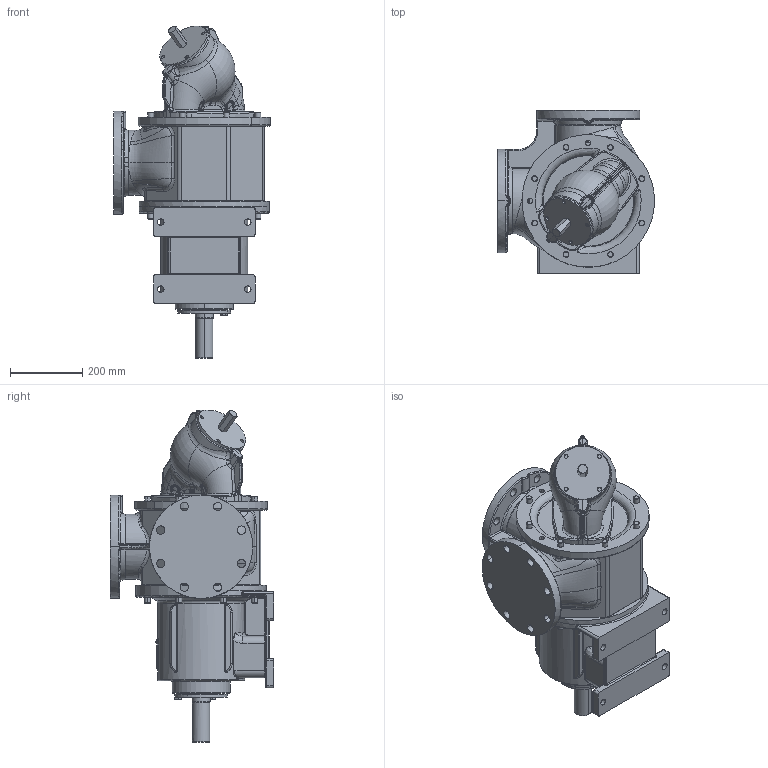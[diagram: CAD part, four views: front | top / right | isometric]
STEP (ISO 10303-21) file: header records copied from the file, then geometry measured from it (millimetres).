
FILE_DESCRIPTION((''),'2;1');
FILE_NAME('R151_G1B_Y','2021-09-16T12:55:35',('Nicola'),(''),'CREO PARAMETRIC BY PTC INC, 2020354','CREO PARAMETRIC BY PTC INC, 2020354','');
FILE_SCHEMA(('CONFIG_CONTROL_DESIGN'));
Products named in the file (1): R151_G1B_Y
Bounding box: 432.3 x 450 x 916 mm (x, y, z)
Volume: 51376176 mm3; surface area: 1437796.2 mm2
Topology: 2 solids, 2 shells, 1415 faces, 3299 edges, 1936 vertices
Faces by surface type: bspline 702, cylinder 352, plane 190, cone 74, torus 70, sphere 23, revolution 2, extrusion 2
Entity records: 179867 total; most frequent: CARTESIAN_POINT 152150, ORIENTED_EDGE 6590, DIRECTION 4620, EDGE_CURVE 3295, AXIS2_PLACEMENT_3D 1948, VERTEX_POINT 1936, EDGE_LOOP 1513, FACE_OUTER_BOUND 1415
